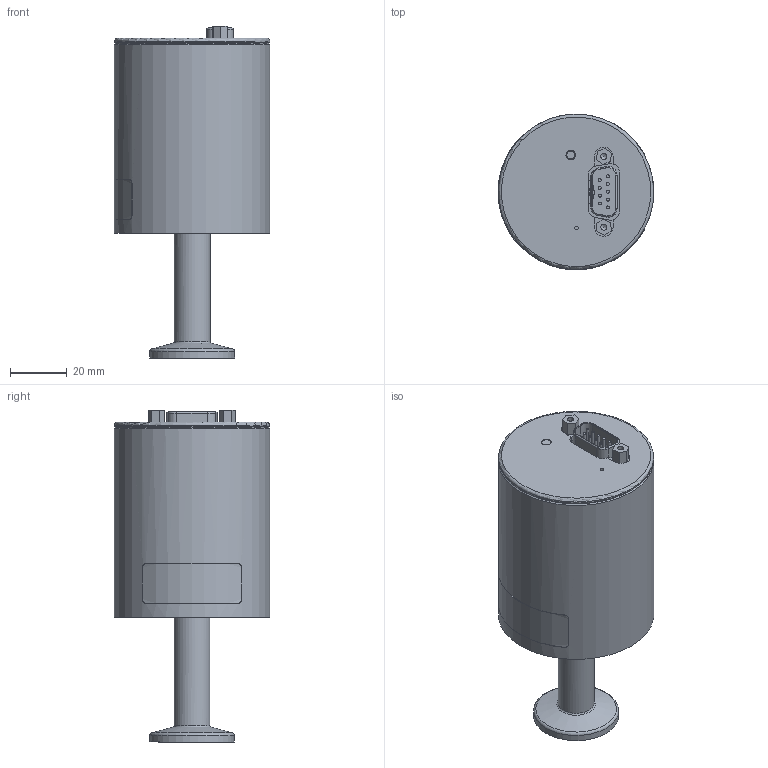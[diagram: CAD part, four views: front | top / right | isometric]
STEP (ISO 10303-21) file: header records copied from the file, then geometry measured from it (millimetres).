
FILE_DESCRIPTION(/* description */ (''),/* implementation_level */ '2;1');
FILE_NAME(/* name */ 'Röhre_kpl_16KF.stp',/* time_stamp */ '2015-07-24T08:29:46+02:00',/* author */ ('GOP'),/* organization */ (''),/* preprocessor_version */ 'ST-DEVELOPER v15.2',/* originating_system */ 'Autodesk Inventor 2014',/* authorisation */ '');
FILE_SCHEMA (('AUTOMOTIVE_DESIGN { 1 0 10303 214 3 1 1 }'));
Length unit declared in the file: millimetre
Products named in the file (1): Röhre_kpl_16KF
Bounding box: 55.1 x 55 x 117.3 mm (x, y, z)
Volume: 18754 mm3; surface area: 37694.6 mm2
Topology: 12 solids, 12 shells, 170 faces, 367 edges, 239 vertices
Faces by surface type: plane 79, cylinder 74, torus 12, cone 5
Full cylindrical faces by diameter (mm): 1.02 x9, 1.3 x1, 2.156 x2, 2.8 x1, 2.845 x2, 2.9 x1, 3.2 x3, 3.4 x1, 9.6 x1, 10.2 x1, 12.7 x1, 12.8 x1, 17.2 x1, 30 x1, 50.85 x1, 53.606 x1, 54.2 x1, 54.8 x1, 55 x1
Entity records: 4592 total; most frequent: DIRECTION 796, CARTESIAN_POINT 769, ORIENTED_EDGE 614, AXIS2_PLACEMENT_3D 326, EDGE_CURVE 307, EDGE_LOOP 236, VERTEX_POINT 219, STYLED_ITEM 182
